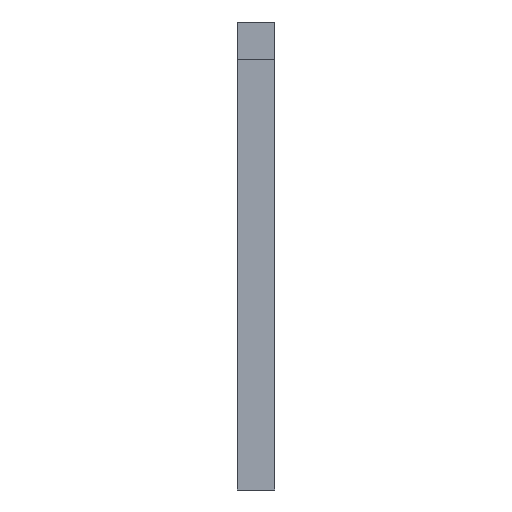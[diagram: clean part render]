
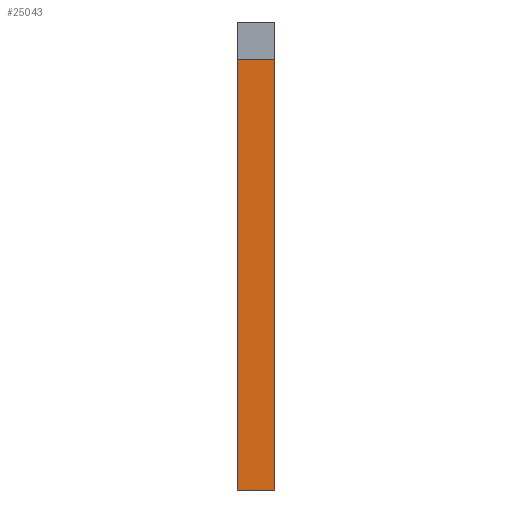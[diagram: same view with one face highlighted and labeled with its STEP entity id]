
A CAD part, front view. The second image highlights one B-rep face of the part: STEP entity #25043.
In plain terms, the highlighted planar face has unit normal (0, -1, 0).
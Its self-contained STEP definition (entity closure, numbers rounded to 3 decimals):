
#636 = DIRECTION ( 'NONE',  ( 1., 0., 0. ) ) ;
#968 = EDGE_LOOP ( 'NONE', ( #23946, #3613, #20790, #2641 ) ) ;
#1150 = VERTEX_POINT ( 'NONE', #26001 ) ;
#1443 = DIRECTION ( 'NONE',  ( 1., 0., 0. ) ) ;
#1607 = VECTOR ( 'NONE', #12894, 1000. ) ;
#1690 = VERTEX_POINT ( 'NONE', #2848 ) ;
#2641 = ORIENTED_EDGE ( 'NONE', *, *, #16770, .F. ) ;
#2848 = CARTESIAN_POINT ( 'NONE',  ( 24., 0., 0. ) ) ;
#3169 = LINE ( 'NONE', #9340, #19388 ) ;
#3613 = ORIENTED_EDGE ( 'NONE', *, *, #9878, .T. ) ;
#6206 = LINE ( 'NONE', #12352, #1607 ) ;
#6340 = VECTOR ( 'NONE', #20176, 1000. ) ;
#8411 = LINE ( 'NONE', #24648, #18343 ) ;
#8475 = CARTESIAN_POINT ( 'NONE',  ( 28., 0., 0. ) ) ;
#8990 = LINE ( 'NONE', #9538, #6340 ) ;
#9340 = CARTESIAN_POINT ( 'NONE',  ( 24., 0., 0. ) ) ;
#9538 = CARTESIAN_POINT ( 'NONE',  ( 28., 0., 2.5 ) ) ;
#9878 = EDGE_CURVE ( 'NONE', #1150, #10223, #8411, .T. ) ;
#10223 = VERTEX_POINT ( 'NONE', #13239 ) ;
#12292 = DIRECTION ( 'NONE',  ( 0., -1., 0. ) ) ;
#12339 = FACE_OUTER_BOUND ( 'NONE', #968, .T. ) ;
#12344 = EDGE_CURVE ( 'NONE', #18088, #10223, #8990, .T. ) ;
#12352 = CARTESIAN_POINT ( 'NONE',  ( 24., 0., 2.5 ) ) ;
#12894 = DIRECTION ( 'NONE',  ( 0., 0., 1. ) ) ;
#13239 = CARTESIAN_POINT ( 'NONE',  ( 28., 0., -45.5 ) ) ;
#13598 = EDGE_CURVE ( 'NONE', #1150, #1690, #6206, .T. ) ;
#16770 = EDGE_CURVE ( 'NONE', #1690, #18088, #3169, .T. ) ;
#18088 = VERTEX_POINT ( 'NONE', #8475 ) ;
#18238 = AXIS2_PLACEMENT_3D ( 'NONE', #18479, #12292, #27096 ) ;
#18343 = VECTOR ( 'NONE', #1443, 1000. ) ;
#18479 = CARTESIAN_POINT ( 'NONE',  ( 0., 0., 0. ) ) ;
#19388 = VECTOR ( 'NONE', #636, 1000. ) ;
#20176 = DIRECTION ( 'NONE',  ( 0., 0., -1. ) ) ;
#20790 = ORIENTED_EDGE ( 'NONE', *, *, #12344, .F. ) ;
#23946 = ORIENTED_EDGE ( 'NONE', *, *, #13598, .F. ) ;
#24648 = CARTESIAN_POINT ( 'NONE',  ( 0., 0., -45.5 ) ) ;
#24963 = PLANE ( 'NONE',  #18238 ) ;
#25043 = ADVANCED_FACE ( 'NONE', ( #12339 ), #24963, .T. ) ;
#26001 = CARTESIAN_POINT ( 'NONE',  ( 24., 0., -45.5 ) ) ;
#27096 = DIRECTION ( 'NONE',  ( 0., 0., -1. ) ) ;
